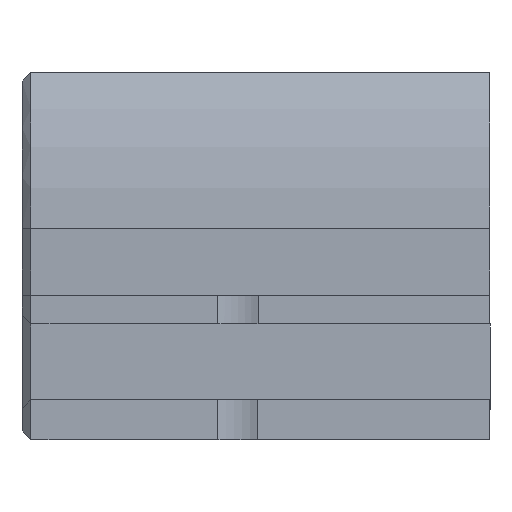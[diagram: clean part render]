
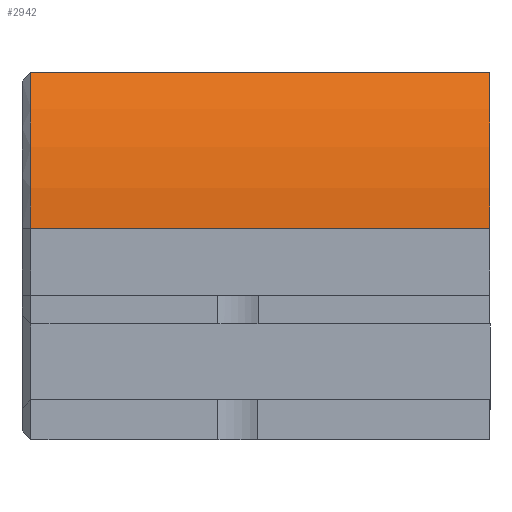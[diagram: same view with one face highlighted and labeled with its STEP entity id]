
A CAD part, left-side view. The second image highlights one B-rep face of the part: STEP entity #2942.
In plain terms, the highlighted cylindrical face has radius 14 mm (diameter 28.001 mm), a partial arc.
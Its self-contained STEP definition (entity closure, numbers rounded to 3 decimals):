
#72=CYLINDRICAL_SURFACE('',#3198,14.);
#176=CIRCLE('',#3097,14.);
#221=CIRCLE('',#3192,14.);
#329=FACE_OUTER_BOUND('',#509,.T.);
#509=EDGE_LOOP('',(#2317,#2318,#2319,#2320));
#657=LINE('',#4362,#942);
#793=LINE('',#4799,#1078);
#942=VECTOR('',#3429,10.);
#1078=VECTOR('',#3831,10.);
#1231=VERTEX_POINT('',#4359);
#1232=VERTEX_POINT('',#4361);
#1277=VERTEX_POINT('',#4474);
#1374=VERTEX_POINT('',#4786);
#1514=EDGE_CURVE('',#1231,#1232,#657,.T.);
#1571=EDGE_CURVE('',#1277,#1232,#176,.T.);
#1719=EDGE_CURVE('',#1374,#1231,#221,.T.);
#1724=EDGE_CURVE('',#1374,#1277,#793,.T.);
#2317=ORIENTED_EDGE('',*,*,#1719,.F.);
#2318=ORIENTED_EDGE('',*,*,#1724,.T.);
#2319=ORIENTED_EDGE('',*,*,#1571,.T.);
#2320=ORIENTED_EDGE('',*,*,#1514,.F.);
#2942=ADVANCED_FACE('',(#329),#72,.T.);
#3097=AXIS2_PLACEMENT_3D('',#4475,#3528,#3529);
#3192=AXIS2_PLACEMENT_3D('',#4788,#3814,#3815);
#3198=AXIS2_PLACEMENT_3D('',#4798,#3829,#3830);
#3429=DIRECTION('',(0.,-1.,0.));
#3528=DIRECTION('center_axis',(0.,1.,0.));
#3529=DIRECTION('ref_axis',(-1.,0.,0.006));
#3814=DIRECTION('center_axis',(0.,1.,0.));
#3815=DIRECTION('ref_axis',(-1.,0.,0.006));
#3829=DIRECTION('center_axis',(0.,-1.,0.));
#3830=DIRECTION('ref_axis',(-1.,0.,0.006));
#3831=DIRECTION('',(0.,-1.,0.));
#4359=CARTESIAN_POINT('',(141.137,-38.865,60.));
#4361=CARTESIAN_POINT('',(141.137,-59.465,60.));
#4362=CARTESIAN_POINT('',(141.137,-38.465,60.));
#4474=CARTESIAN_POINT('',(139.204,-59.465,52.986));
#4475=CARTESIAN_POINT('Origin',(153.204,-59.465,52.9));
#4786=CARTESIAN_POINT('',(139.204,-38.865,52.986));
#4788=CARTESIAN_POINT('Origin',(153.204,-38.865,52.9));
#4798=CARTESIAN_POINT('Origin',(153.204,-38.465,52.9));
#4799=CARTESIAN_POINT('',(139.204,-38.465,52.986));
